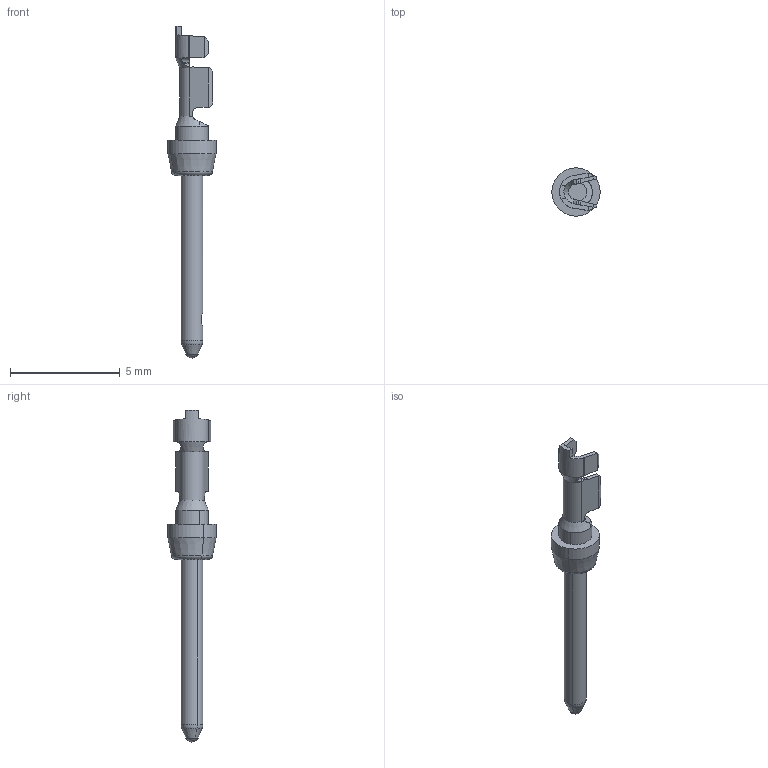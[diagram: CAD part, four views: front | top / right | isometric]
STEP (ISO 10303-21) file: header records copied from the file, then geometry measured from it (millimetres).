
FILE_DESCRIPTION(('CATIA V5 STEP Exchange','CAx-IF Rec.Pracs.--- Model Styling and Organization---1.2---2011-12-15'),'2;1');
FILE_NAME ('018588-3_1', '2018-08-16T16:43:07+00:00', ('none'), ('Weidmueller'), 'CATIA Version 5-6 Release 2014', 'CATIA V5 STEP AP214', 'none');
FILE_SCHEMA(('AUTOMOTIVE_DESIGN { 1 0 10303 214 1 1 1 1 }'));
Length unit declared in the file: millimetre
Products named in the file (1): 1682420000
Bounding box: 2.2 x 2.2 x 15.1 mm (x, y, z)
Volume: 14.5 mm3; surface area: 75.6 mm2
Topology: 2 solids, 2 shells, 120 faces, 321 edges, 205 vertices
Faces by surface type: plane 61, cylinder 36, cone 12, sphere 5, extrusion 4, torus 2
Entity records: 3752 total; most frequent: CARTESIAN_POINT 1112, ORIENTED_EDGE 638, DIRECTION 377, EDGE_CURVE 319, VERTEX_POINT 205, VECTOR 168, LINE 164, AXIS2_PLACEMENT_3D 135
